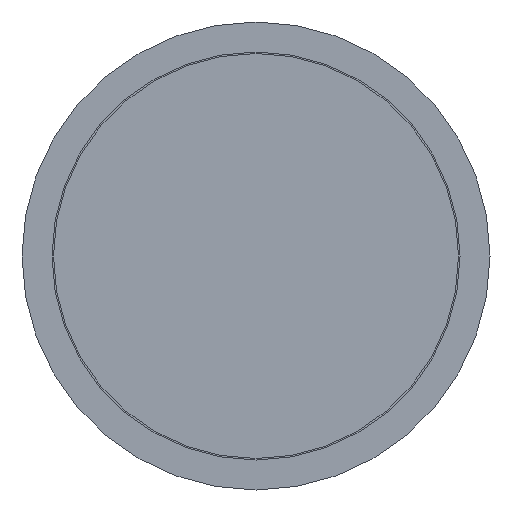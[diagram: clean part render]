
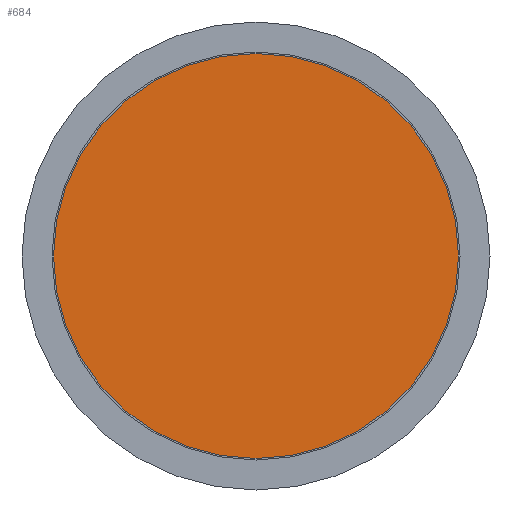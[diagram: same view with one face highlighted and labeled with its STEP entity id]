
A CAD part, front view. The second image highlights one B-rep face of the part: STEP entity #684.
In plain terms, the highlighted planar face has unit normal (0, -1, 0).
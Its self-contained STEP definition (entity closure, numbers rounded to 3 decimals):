
#27 = AXIS2_PLACEMENT_3D ( 'NONE', #359, #69, #139 ) ;
#69 = DIRECTION ( 'NONE',  ( 0., -1., 0. ) ) ;
#103 = CARTESIAN_POINT ( 'NONE',  ( 0., 0., -33.75 ) ) ;
#116 = FACE_OUTER_BOUND ( 'NONE', #249, .T. ) ;
#139 = DIRECTION ( 'NONE',  ( 0., 0., -1. ) ) ;
#141 = AXIS2_PLACEMENT_3D ( 'NONE', #332, #795, #414 ) ;
#249 = EDGE_LOOP ( 'NONE', ( #629 ) ) ;
#326 = EDGE_CURVE ( 'NONE', #630, #630, #621, .T. ) ;
#332 = CARTESIAN_POINT ( 'NONE',  ( -33.75, 0., 0. ) ) ;
#346 = PLANE ( 'NONE',  #141 ) ;
#359 = CARTESIAN_POINT ( 'NONE',  ( 0., 0., 0. ) ) ;
#414 = DIRECTION ( 'NONE',  ( 0., 0., 1. ) ) ;
#621 = CIRCLE ( 'NONE', #27, 33.75 ) ;
#629 = ORIENTED_EDGE ( 'NONE', *, *, #326, .T. ) ;
#630 = VERTEX_POINT ( 'NONE', #103 ) ;
#684 = ADVANCED_FACE ( 'NONE', ( #116 ), #346, .F. ) ;
#795 = DIRECTION ( 'NONE',  ( 0., 1., 0. ) ) ;
